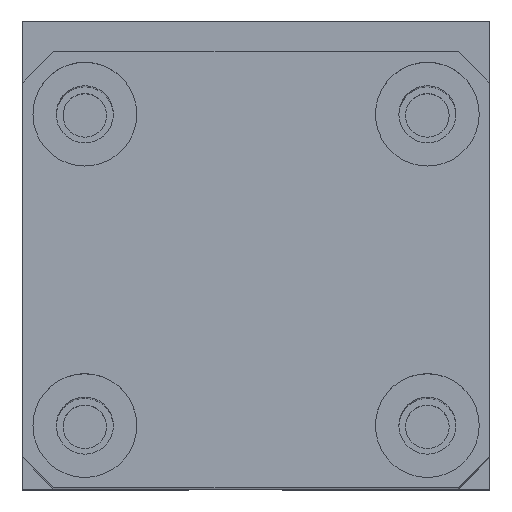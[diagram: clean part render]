
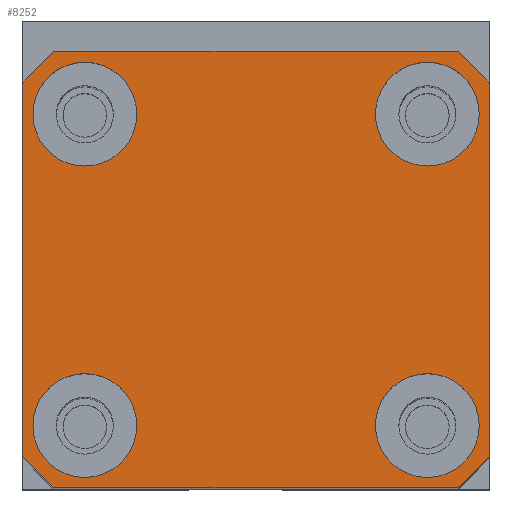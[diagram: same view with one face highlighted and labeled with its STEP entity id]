
A CAD part, top view. The second image highlights one B-rep face of the part: STEP entity #8252.
In plain terms, the highlighted face is planar.
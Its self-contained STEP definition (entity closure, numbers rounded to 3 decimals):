
#72 = AXIS2_PLACEMENT_3D ( 'NONE', #10934, #3152, #11002 ) ;
#185 = DIRECTION ( 'NONE',  ( -1., 0., 0. ) ) ;
#241 = CARTESIAN_POINT ( 'NONE',  ( 10., 16.5, 0. ) ) ;
#499 = CARTESIAN_POINT ( 'NONE',  ( 15., -16.5, 0. ) ) ;
#530 = EDGE_CURVE ( 'NONE', #19719, #17718, #1421, .T. ) ;
#538 = VERTEX_POINT ( 'NONE', #11941 ) ;
#611 = ORIENTED_EDGE ( 'NONE', *, *, #2927, .F. ) ;
#640 = ORIENTED_EDGE ( 'NONE', *, *, #13752, .T. ) ;
#664 = AXIS2_PLACEMENT_3D ( 'NONE', #499, #11469, #11332 ) ;
#1260 = DIRECTION ( 'NONE',  ( -0.707, -0.707, 0. ) ) ;
#1303 = CARTESIAN_POINT ( 'NONE',  ( 15., 16.5, 0. ) ) ;
#1421 = CIRCLE ( 'NONE', #16319, 5. ) ;
#1427 = CARTESIAN_POINT ( 'NONE',  ( -10., -16.5, 0. ) ) ;
#1490 = VERTEX_POINT ( 'NONE', #18971 ) ;
#1862 = AXIS2_PLACEMENT_3D ( 'NONE', #16329, #8459, #19394 ) ;
#1964 = CARTESIAN_POINT ( 'NONE',  ( -15., -16.5, 0. ) ) ;
#2045 = ORIENTED_EDGE ( 'NONE', *, *, #18608, .T. ) ;
#2048 = ORIENTED_EDGE ( 'NONE', *, *, #9175, .F. ) ;
#2218 = EDGE_CURVE ( 'NONE', #6719, #1490, #3099, .T. ) ;
#2264 = ORIENTED_EDGE ( 'NONE', *, *, #3644, .F. ) ;
#2472 = CIRCLE ( 'NONE', #10493, 5. ) ;
#2845 = DIRECTION ( 'NONE',  ( 0.707, 0.707, 0. ) ) ;
#2927 = EDGE_CURVE ( 'NONE', #19325, #11043, #8696, .T. ) ;
#2928 = DIRECTION ( 'NONE',  ( 0., 0., -1. ) ) ;
#3099 = CIRCLE ( 'NONE', #664, 5. ) ;
#3111 = EDGE_LOOP ( 'NONE', ( #10291, #16182 ) ) ;
#3135 = AXIS2_PLACEMENT_3D ( 'NONE', #1303, #2928, #15279 ) ;
#3152 = DIRECTION ( 'NONE',  ( 0., 0., -1. ) ) ;
#3375 = DIRECTION ( 'NONE',  ( 0., -1., 0. ) ) ;
#3389 = ORIENTED_EDGE ( 'NONE', *, *, #7866, .F. ) ;
#3441 = LINE ( 'NONE', #19129, #11250 ) ;
#3512 = LINE ( 'NONE', #3784, #11819 ) ;
#3644 = EDGE_CURVE ( 'NONE', #9380, #17714, #3512, .T. ) ;
#3784 = CARTESIAN_POINT ( 'NONE',  ( -21., 0., 0. ) ) ;
#4003 = DIRECTION ( 'NONE',  ( 0., 0., -1. ) ) ;
#4285 = ORIENTED_EDGE ( 'NONE', *, *, #12225, .T. ) ;
#4469 = CARTESIAN_POINT ( 'NONE',  ( -22.5, -22.5, 0. ) ) ;
#5007 = VECTOR ( 'NONE', #2845, 1000. ) ;
#5187 = LINE ( 'NONE', #15565, #13721 ) ;
#5226 = ORIENTED_EDGE ( 'NONE', *, *, #17108, .F. ) ;
#5463 = CARTESIAN_POINT ( 'NONE',  ( 10., -16.5, 0. ) ) ;
#5666 = CARTESIAN_POINT ( 'NONE',  ( -15., -16.5, 0. ) ) ;
#5714 = EDGE_CURVE ( 'NONE', #13728, #17714, #5187, .T. ) ;
#5765 = VECTOR ( 'NONE', #11048, 1000. ) ;
#5814 = AXIS2_PLACEMENT_3D ( 'NONE', #16331, #6964, #7091 ) ;
#5941 = EDGE_CURVE ( 'NONE', #7694, #7142, #2472, .T. ) ;
#6132 = VECTOR ( 'NONE', #13615, 1000. ) ;
#6408 = EDGE_LOOP ( 'NONE', ( #2048, #13342 ) ) ;
#6416 = DIRECTION ( 'NONE',  ( 0., 0., -1. ) ) ;
#6615 = DIRECTION ( 'NONE',  ( -1., 0., 0. ) ) ;
#6719 = VERTEX_POINT ( 'NONE', #5463 ) ;
#6964 = DIRECTION ( 'NONE',  ( 0., 0., -1. ) ) ;
#6972 = DIRECTION ( 'NONE',  ( -1., 0., 0. ) ) ;
#7091 = DIRECTION ( 'NONE',  ( -1., 0., 0. ) ) ;
#7142 = VERTEX_POINT ( 'NONE', #9758 ) ;
#7282 = DIRECTION ( 'NONE',  ( -1., 0., 0. ) ) ;
#7376 = CARTESIAN_POINT ( 'NONE',  ( -18., -22.5, 0. ) ) ;
#7694 = VERTEX_POINT ( 'NONE', #9599 ) ;
#7866 = EDGE_CURVE ( 'NONE', #538, #15595, #11958, .T. ) ;
#8252 = ADVANCED_FACE ( 'NONE', ( #9269, #19041, #9510, #10247, #19765 ), #9444, .T. ) ;
#8459 = DIRECTION ( 'NONE',  ( 0., 0., -1. ) ) ;
#8569 = LINE ( 'NONE', #4469, #6132 ) ;
#8696 = LINE ( 'NONE', #11176, #5765 ) ;
#9175 = EDGE_CURVE ( 'NONE', #18448, #16840, #16558, .T. ) ;
#9269 = FACE_OUTER_BOUND ( 'NONE', #19786, .T. ) ;
#9380 = VERTEX_POINT ( 'NONE', #19665 ) ;
#9444 = PLANE ( 'NONE',  #72 ) ;
#9510 = FACE_BOUND ( 'NONE', #6408, .T. ) ;
#9597 = DIRECTION ( 'NONE',  ( 0., 0., -1. ) ) ;
#9599 = CARTESIAN_POINT ( 'NONE',  ( -10., 16.5, 0. ) ) ;
#9757 = DIRECTION ( 'NONE',  ( -0.707, 0.707, 0. ) ) ;
#9758 = CARTESIAN_POINT ( 'NONE',  ( -20., 16.5, 0. ) ) ;
#10247 = FACE_BOUND ( 'NONE', #3111, .T. ) ;
#10286 = CARTESIAN_POINT ( 'NONE',  ( -15., 16.5, 0. ) ) ;
#10291 = ORIENTED_EDGE ( 'NONE', *, *, #18577, .F. ) ;
#10493 = AXIS2_PLACEMENT_3D ( 'NONE', #10286, #4003, #18120 ) ;
#10774 = CIRCLE ( 'NONE', #16643, 5. ) ;
#10934 = CARTESIAN_POINT ( 'NONE',  ( 0., 0., 0. ) ) ;
#11002 = DIRECTION ( 'NONE',  ( -1., 0., 0. ) ) ;
#11020 = CIRCLE ( 'NONE', #14283, 5. ) ;
#11043 = VERTEX_POINT ( 'NONE', #15059 ) ;
#11048 = DIRECTION ( 'NONE',  ( 0., 1., 0. ) ) ;
#11176 = CARTESIAN_POINT ( 'NONE',  ( 21., 0., 0. ) ) ;
#11250 = VECTOR ( 'NONE', #14750, 1000. ) ;
#11332 = DIRECTION ( 'NONE',  ( -1., 0., 0. ) ) ;
#11368 = ORIENTED_EDGE ( 'NONE', *, *, #18317, .F. ) ;
#11469 = DIRECTION ( 'NONE',  ( 0., 0., -1. ) ) ;
#11589 = LINE ( 'NONE', #19890, #17700 ) ;
#11667 = EDGE_LOOP ( 'NONE', ( #19561, #18279 ) ) ;
#11819 = VECTOR ( 'NONE', #3375, 1000. ) ;
#11941 = CARTESIAN_POINT ( 'NONE',  ( 18., 22.5, 0. ) ) ;
#11958 = LINE ( 'NONE', #16340, #13423 ) ;
#12225 = EDGE_CURVE ( 'NONE', #9380, #15595, #13303, .T. ) ;
#12473 = CARTESIAN_POINT ( 'NONE',  ( -20., -16.5, 0. ) ) ;
#12557 = CIRCLE ( 'NONE', #3135, 5. ) ;
#13153 = CARTESIAN_POINT ( 'NONE',  ( 21., -19.5, 0. ) ) ;
#13303 = LINE ( 'NONE', #13698, #5007 ) ;
#13342 = ORIENTED_EDGE ( 'NONE', *, *, #14496, .F. ) ;
#13374 = DIRECTION ( 'NONE',  ( 0., 0., -1. ) ) ;
#13423 = VECTOR ( 'NONE', #6972, 1000. ) ;
#13615 = DIRECTION ( 'NONE',  ( 1., 0., 0. ) ) ;
#13698 = CARTESIAN_POINT ( 'NONE',  ( -20.25, 20.25, 0. ) ) ;
#13721 = VECTOR ( 'NONE', #9757, 1000. ) ;
#13728 = VERTEX_POINT ( 'NONE', #7376 ) ;
#13752 = EDGE_CURVE ( 'NONE', #19325, #20019, #11589, .T. ) ;
#13907 = ORIENTED_EDGE ( 'NONE', *, *, #5714, .T. ) ;
#14226 = CARTESIAN_POINT ( 'NONE',  ( 15., -16.5, 0. ) ) ;
#14283 = AXIS2_PLACEMENT_3D ( 'NONE', #1964, #6416, #6615 ) ;
#14425 = CARTESIAN_POINT ( 'NONE',  ( -18., 22.5, 0. ) ) ;
#14496 = EDGE_CURVE ( 'NONE', #16840, #18448, #12557, .T. ) ;
#14736 = ORIENTED_EDGE ( 'NONE', *, *, #530, .F. ) ;
#14750 = DIRECTION ( 'NONE',  ( 0.707, -0.707, 0. ) ) ;
#15059 = CARTESIAN_POINT ( 'NONE',  ( 21., 19.5, 0. ) ) ;
#15279 = DIRECTION ( 'NONE',  ( -1., 0., 0. ) ) ;
#15424 = CARTESIAN_POINT ( 'NONE',  ( -21., -19.5, 0. ) ) ;
#15565 = CARTESIAN_POINT ( 'NONE',  ( -20.25, -20.25, 0. ) ) ;
#15595 = VERTEX_POINT ( 'NONE', #14425 ) ;
#16182 = ORIENTED_EDGE ( 'NONE', *, *, #5941, .F. ) ;
#16319 = AXIS2_PLACEMENT_3D ( 'NONE', #5666, #13374, #7282 ) ;
#16329 = CARTESIAN_POINT ( 'NONE',  ( -15., 16.5, 0. ) ) ;
#16331 = CARTESIAN_POINT ( 'NONE',  ( 15., 16.5, 0. ) ) ;
#16340 = CARTESIAN_POINT ( 'NONE',  ( -22.5, 22.5, 0. ) ) ;
#16408 = CARTESIAN_POINT ( 'NONE',  ( 18., -22.5, 0. ) ) ;
#16558 = CIRCLE ( 'NONE', #5814, 5. ) ;
#16643 = AXIS2_PLACEMENT_3D ( 'NONE', #14226, #9597, #185 ) ;
#16840 = VERTEX_POINT ( 'NONE', #18227 ) ;
#17108 = EDGE_CURVE ( 'NONE', #17718, #19719, #11020, .T. ) ;
#17700 = VECTOR ( 'NONE', #1260, 1000. ) ;
#17714 = VERTEX_POINT ( 'NONE', #15424 ) ;
#17718 = VERTEX_POINT ( 'NONE', #1427 ) ;
#18120 = DIRECTION ( 'NONE',  ( -1., 0., 0. ) ) ;
#18227 = CARTESIAN_POINT ( 'NONE',  ( 20., 16.5, 0. ) ) ;
#18279 = ORIENTED_EDGE ( 'NONE', *, *, #18333, .F. ) ;
#18317 = EDGE_CURVE ( 'NONE', #13728, #20019, #8569, .T. ) ;
#18333 = EDGE_CURVE ( 'NONE', #1490, #6719, #10774, .T. ) ;
#18448 = VERTEX_POINT ( 'NONE', #241 ) ;
#18577 = EDGE_CURVE ( 'NONE', #7142, #7694, #20058, .T. ) ;
#18608 = EDGE_CURVE ( 'NONE', #538, #11043, #3441, .T. ) ;
#18971 = CARTESIAN_POINT ( 'NONE',  ( 20., -16.5, 0. ) ) ;
#18984 = EDGE_LOOP ( 'NONE', ( #14736, #5226 ) ) ;
#19041 = FACE_BOUND ( 'NONE', #11667, .T. ) ;
#19129 = CARTESIAN_POINT ( 'NONE',  ( 20.25, 20.25, 0. ) ) ;
#19325 = VERTEX_POINT ( 'NONE', #13153 ) ;
#19394 = DIRECTION ( 'NONE',  ( -1., 0., 0. ) ) ;
#19561 = ORIENTED_EDGE ( 'NONE', *, *, #2218, .F. ) ;
#19665 = CARTESIAN_POINT ( 'NONE',  ( -21., 19.5, 0. ) ) ;
#19719 = VERTEX_POINT ( 'NONE', #12473 ) ;
#19765 = FACE_BOUND ( 'NONE', #18984, .T. ) ;
#19786 = EDGE_LOOP ( 'NONE', ( #3389, #2045, #611, #640, #11368, #13907, #2264, #4285 ) ) ;
#19890 = CARTESIAN_POINT ( 'NONE',  ( 20.25, -20.25, 0. ) ) ;
#20019 = VERTEX_POINT ( 'NONE', #16408 ) ;
#20058 = CIRCLE ( 'NONE', #1862, 5. ) ;
